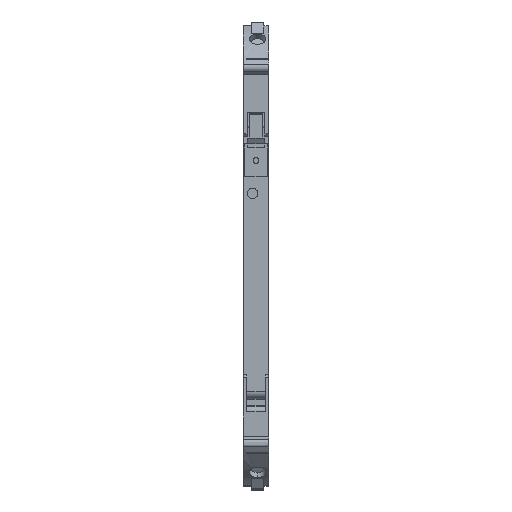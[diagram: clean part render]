
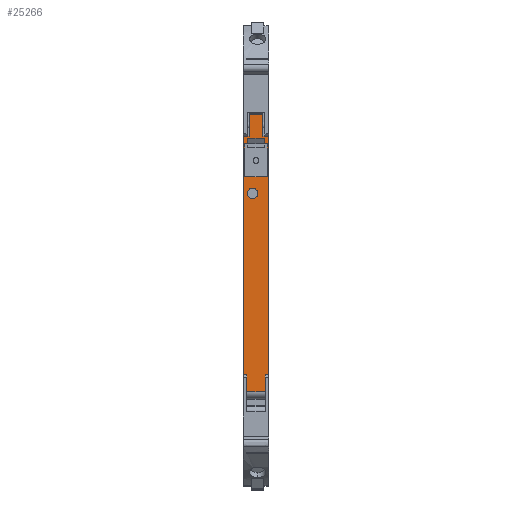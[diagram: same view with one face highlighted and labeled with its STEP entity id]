
A CAD part, top view. The second image highlights one B-rep face of the part: STEP entity #25266.
In plain terms, the highlighted planar face has unit normal (0, 0, 1).
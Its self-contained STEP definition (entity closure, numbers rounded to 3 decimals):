
#21932=AXIS2_PLACEMENT_3D('Plane Axis2P3D',#21929,#21930,#21931) ;
#25240=AXIS2_PLACEMENT_3D('Circle Axis2P3D',#25238,#25239,$) ;
#25249=AXIS2_PLACEMENT_3D('Circle Axis2P3D',#25247,#25248,$) ;
#21929=CARTESIAN_POINT('Axis2P3D Location',(0.075,85.563,112.497)) ;
#24547=CARTESIAN_POINT('Vertex',(6.09,84.963,112.497)) ;
#24552=CARTESIAN_POINT('Line Origine',(6.09,56.263,112.497)) ;
#24556=CARTESIAN_POINT('Vertex',(6.09,27.563,112.497)) ;
#24597=CARTESIAN_POINT('Vertex',(4.72,84.963,112.497)) ;
#24600=CARTESIAN_POINT('Line Origine',(5.405,84.963,112.497)) ;
#24630=CARTESIAN_POINT('Line Origine',(5.695,27.563,112.497)) ;
#24634=CARTESIAN_POINT('Vertex',(5.3,27.563,112.497)) ;
#24661=CARTESIAN_POINT('Vertex',(4.72,90.264,112.497)) ;
#24665=CARTESIAN_POINT('Control Point',(4.72,84.963,112.497)) ;
#24666=CARTESIAN_POINT('Control Point',(4.72,86.024,112.497)) ;
#24667=CARTESIAN_POINT('Control Point',(4.72,87.084,112.497)) ;
#24668=CARTESIAN_POINT('Control Point',(4.72,88.144,112.497)) ;
#24669=CARTESIAN_POINT('Control Point',(4.72,89.204,112.497)) ;
#24670=CARTESIAN_POINT('Control Point',(4.72,90.264,112.497)) ;
#24696=CARTESIAN_POINT('Vertex',(5.3,23.563,112.497)) ;
#24705=CARTESIAN_POINT('Control Point',(5.3,23.563,112.497)) ;
#24706=CARTESIAN_POINT('Control Point',(5.3,24.563,112.497)) ;
#24707=CARTESIAN_POINT('Control Point',(5.3,25.563,112.497)) ;
#24708=CARTESIAN_POINT('Control Point',(5.3,26.563,112.497)) ;
#24709=CARTESIAN_POINT('Control Point',(5.3,27.563,112.497)) ;
#24724=CARTESIAN_POINT('Line Origine',(3.05,23.563,112.497)) ;
#24728=CARTESIAN_POINT('Vertex',(0.8,23.563,112.497)) ;
#24756=CARTESIAN_POINT('Line Origine',(0.8,25.563,112.497)) ;
#24760=CARTESIAN_POINT('Vertex',(0.8,27.563,112.497)) ;
#24783=CARTESIAN_POINT('Line Origine',(0.405,27.563,112.497)) ;
#24787=CARTESIAN_POINT('Vertex',(0.01,27.563,112.497)) ;
#24822=CARTESIAN_POINT('Line Origine',(0.01,56.263,112.497)) ;
#24826=CARTESIAN_POINT('Vertex',(0.01,84.963,112.497)) ;
#24849=CARTESIAN_POINT('Line Origine',(0.695,84.963,112.497)) ;
#24853=CARTESIAN_POINT('Vertex',(1.38,84.963,112.497)) ;
#24880=CARTESIAN_POINT('Vertex',(1.38,90.264,112.497)) ;
#24888=CARTESIAN_POINT('Line Origine',(1.38,87.614,112.497)) ;
#24906=CARTESIAN_POINT('Line Origine',(3.05,90.264,112.497)) ;
#24942=CARTESIAN_POINT('Vertex',(0.294,83.17,112.497)) ;
#24945=CARTESIAN_POINT('Line Origine',(0.294,79.213,112.497)) ;
#24949=CARTESIAN_POINT('Vertex',(0.294,75.257,112.497)) ;
#24977=CARTESIAN_POINT('Line Origine',(3.05,75.257,112.497)) ;
#24981=CARTESIAN_POINT('Vertex',(5.806,75.257,112.497)) ;
#25009=CARTESIAN_POINT('Line Origine',(5.806,79.213,112.497)) ;
#25013=CARTESIAN_POINT('Vertex',(5.806,83.17,112.497)) ;
#25034=CARTESIAN_POINT('Line Origine',(5.408,83.17,112.497)) ;
#25038=CARTESIAN_POINT('Vertex',(5.011,83.17,112.497)) ;
#25070=CARTESIAN_POINT('Vertex',(5.011,84.57,112.497)) ;
#25080=CARTESIAN_POINT('Line Origine',(5.011,83.87,112.497)) ;
#25105=CARTESIAN_POINT('Line Origine',(3.05,84.57,112.497)) ;
#25109=CARTESIAN_POINT('Vertex',(1.089,84.57,112.497)) ;
#25130=CARTESIAN_POINT('Line Origine',(1.089,83.87,112.497)) ;
#25134=CARTESIAN_POINT('Vertex',(1.089,83.17,112.497)) ;
#25157=CARTESIAN_POINT('Line Origine',(0.692,83.17,112.497)) ;
#25238=CARTESIAN_POINT('Axis2P3D Location',(2.21,71.251,112.497)) ;
#25242=CARTESIAN_POINT('Vertex',(0.96,71.251,112.497)) ;
#25244=CARTESIAN_POINT('Vertex',(3.46,71.251,112.497)) ;
#25247=CARTESIAN_POINT('Axis2P3D Location',(2.21,71.251,112.497)) ;
#21930=DIRECTION('Axis2P3D Direction',(0.,0.,-1.)) ;
#21931=DIRECTION('Axis2P3D XDirection',(0.,1.,0.)) ;
#24553=DIRECTION('Vector Direction',(0.,1.,0.)) ;
#24601=DIRECTION('Vector Direction',(-1.,0.,0.)) ;
#24631=DIRECTION('Vector Direction',(-1.,0.,0.)) ;
#24725=DIRECTION('Vector Direction',(1.,0.,0.)) ;
#24757=DIRECTION('Vector Direction',(0.,1.,0.)) ;
#24784=DIRECTION('Vector Direction',(-1.,0.,0.)) ;
#24823=DIRECTION('Vector Direction',(0.,1.,0.)) ;
#24850=DIRECTION('Vector Direction',(-1.,0.,0.)) ;
#24889=DIRECTION('Vector Direction',(0.,-1.,0.)) ;
#24907=DIRECTION('Vector Direction',(-1.,0.,0.)) ;
#24946=DIRECTION('Vector Direction',(0.,-1.,0.)) ;
#24978=DIRECTION('Vector Direction',(1.,0.,0.)) ;
#25010=DIRECTION('Vector Direction',(0.,1.,0.)) ;
#25035=DIRECTION('Vector Direction',(1.,0.,0.)) ;
#25081=DIRECTION('Vector Direction',(0.,1.,0.)) ;
#25106=DIRECTION('Vector Direction',(1.,0.,0.)) ;
#25131=DIRECTION('Vector Direction',(0.,-1.,0.)) ;
#25158=DIRECTION('Vector Direction',(1.,0.,0.)) ;
#25239=DIRECTION('Axis2P3D Direction',(0.,0.,-1.)) ;
#25248=DIRECTION('Axis2P3D Direction',(0.,0.,-1.)) ;
#24554=VECTOR('Line Direction',#24553,1.) ;
#24602=VECTOR('Line Direction',#24601,1.) ;
#24632=VECTOR('Line Direction',#24631,1.) ;
#24726=VECTOR('Line Direction',#24725,1.) ;
#24758=VECTOR('Line Direction',#24757,1.) ;
#24785=VECTOR('Line Direction',#24784,1.) ;
#24824=VECTOR('Line Direction',#24823,1.) ;
#24851=VECTOR('Line Direction',#24850,1.) ;
#24890=VECTOR('Line Direction',#24889,1.) ;
#24908=VECTOR('Line Direction',#24907,1.) ;
#24947=VECTOR('Line Direction',#24946,1.) ;
#24979=VECTOR('Line Direction',#24978,1.) ;
#25011=VECTOR('Line Direction',#25010,1.) ;
#25036=VECTOR('Line Direction',#25035,1.) ;
#25082=VECTOR('Line Direction',#25081,1.) ;
#25107=VECTOR('Line Direction',#25106,1.) ;
#25132=VECTOR('Line Direction',#25131,1.) ;
#25159=VECTOR('Line Direction',#25158,1.) ;
#25225=ORIENTED_EDGE('',*,*,#24636,.F.) ;
#25226=ORIENTED_EDGE('',*,*,#24558,.T.) ;
#25227=ORIENTED_EDGE('',*,*,#24604,.F.) ;
#25228=ORIENTED_EDGE('',*,*,#24671,.T.) ;
#25229=ORIENTED_EDGE('',*,*,#24910,.F.) ;
#25230=ORIENTED_EDGE('',*,*,#24892,.T.) ;
#25231=ORIENTED_EDGE('',*,*,#24855,.T.) ;
#25232=ORIENTED_EDGE('',*,*,#24828,.F.) ;
#25233=ORIENTED_EDGE('',*,*,#24789,.F.) ;
#25234=ORIENTED_EDGE('',*,*,#24762,.F.) ;
#25235=ORIENTED_EDGE('',*,*,#24730,.F.) ;
#25236=ORIENTED_EDGE('',*,*,#24710,.T.) ;
#25253=ORIENTED_EDGE('',*,*,#25246,.F.) ;
#25254=ORIENTED_EDGE('',*,*,#25251,.F.) ;
#25257=ORIENTED_EDGE('',*,*,#25136,.T.) ;
#25258=ORIENTED_EDGE('',*,*,#25111,.F.) ;
#25259=ORIENTED_EDGE('',*,*,#25084,.T.) ;
#25260=ORIENTED_EDGE('',*,*,#25040,.T.) ;
#25261=ORIENTED_EDGE('',*,*,#25015,.T.) ;
#25262=ORIENTED_EDGE('',*,*,#24983,.F.) ;
#25263=ORIENTED_EDGE('',*,*,#24951,.T.) ;
#25264=ORIENTED_EDGE('',*,*,#25161,.T.) ;
#25255=FACE_BOUND('',#25252,.T.) ;
#25265=FACE_BOUND('',#25256,.T.) ;
#25266=ADVANCED_FACE('AUFDRUCK_ORANGE',(#25237,#25255,#25265),#21933,.F.) ;
#24664=B_SPLINE_CURVE_WITH_KNOTS('',5,(#24665,#24666,#24667,#24668,#24669,#24670),.UNSPECIFIED.,.F.,.U.,(6,6),(0.,5.301),.UNSPECIFIED.) ;
#24704=B_SPLINE_CURVE_WITH_KNOTS('',4,(#24705,#24706,#24707,#24708,#24709),.UNSPECIFIED.,.F.,.U.,(5,5),(0.,4.),.UNSPECIFIED.) ;
#25241=CIRCLE('generated circle',#25240,1.25) ;
#25250=CIRCLE('generated circle',#25249,1.25) ;
#24558=EDGE_CURVE('',#24557,#24548,#24555,.T.) ;
#24604=EDGE_CURVE('',#24598,#24548,#24603,.F.) ;
#24636=EDGE_CURVE('',#24557,#24635,#24633,.T.) ;
#24671=EDGE_CURVE('',#24598,#24662,#24664,.T.) ;
#24710=EDGE_CURVE('',#24697,#24635,#24704,.T.) ;
#24730=EDGE_CURVE('',#24697,#24729,#24727,.F.) ;
#24762=EDGE_CURVE('',#24729,#24761,#24759,.T.) ;
#24789=EDGE_CURVE('',#24761,#24788,#24786,.T.) ;
#24828=EDGE_CURVE('',#24788,#24827,#24825,.T.) ;
#24855=EDGE_CURVE('',#24854,#24827,#24852,.T.) ;
#24892=EDGE_CURVE('',#24881,#24854,#24891,.T.) ;
#24910=EDGE_CURVE('',#24881,#24662,#24909,.F.) ;
#24951=EDGE_CURVE('',#24950,#24943,#24948,.F.) ;
#24983=EDGE_CURVE('',#24950,#24982,#24980,.T.) ;
#25015=EDGE_CURVE('',#25014,#24982,#25012,.F.) ;
#25040=EDGE_CURVE('',#25039,#25014,#25037,.T.) ;
#25084=EDGE_CURVE('',#25071,#25039,#25083,.F.) ;
#25111=EDGE_CURVE('',#25071,#25110,#25108,.F.) ;
#25136=EDGE_CURVE('',#25135,#25110,#25133,.F.) ;
#25161=EDGE_CURVE('',#24943,#25135,#25160,.T.) ;
#25246=EDGE_CURVE('',#25243,#25245,#25241,.F.) ;
#25251=EDGE_CURVE('',#25245,#25243,#25250,.F.) ;
#25224=EDGE_LOOP('',(#25225,#25226,#25227,#25228,#25229,#25230,#25231,#25232,#25233,#25234,#25235,#25236)) ;
#25252=EDGE_LOOP('',(#25253,#25254)) ;
#25256=EDGE_LOOP('',(#25257,#25258,#25259,#25260,#25261,#25262,#25263,#25264)) ;
#25237=FACE_OUTER_BOUND('',#25224,.T.) ;
#24555=LINE('Line',#24552,#24554) ;
#24603=LINE('Line',#24600,#24602) ;
#24633=LINE('Line',#24630,#24632) ;
#24727=LINE('Line',#24724,#24726) ;
#24759=LINE('Line',#24756,#24758) ;
#24786=LINE('Line',#24783,#24785) ;
#24825=LINE('Line',#24822,#24824) ;
#24852=LINE('Line',#24849,#24851) ;
#24891=LINE('Line',#24888,#24890) ;
#24909=LINE('Line',#24906,#24908) ;
#24948=LINE('Line',#24945,#24947) ;
#24980=LINE('Line',#24977,#24979) ;
#25012=LINE('Line',#25009,#25011) ;
#25037=LINE('Line',#25034,#25036) ;
#25083=LINE('Line',#25080,#25082) ;
#25108=LINE('Line',#25105,#25107) ;
#25133=LINE('Line',#25130,#25132) ;
#25160=LINE('Line',#25157,#25159) ;
#21933=PLANE('',#21932) ;
#24548=VERTEX_POINT('',#24547) ;
#24557=VERTEX_POINT('',#24556) ;
#24598=VERTEX_POINT('',#24597) ;
#24635=VERTEX_POINT('',#24634) ;
#24662=VERTEX_POINT('',#24661) ;
#24697=VERTEX_POINT('',#24696) ;
#24729=VERTEX_POINT('',#24728) ;
#24761=VERTEX_POINT('',#24760) ;
#24788=VERTEX_POINT('',#24787) ;
#24827=VERTEX_POINT('',#24826) ;
#24854=VERTEX_POINT('',#24853) ;
#24881=VERTEX_POINT('',#24880) ;
#24943=VERTEX_POINT('',#24942) ;
#24950=VERTEX_POINT('',#24949) ;
#24982=VERTEX_POINT('',#24981) ;
#25014=VERTEX_POINT('',#25013) ;
#25039=VERTEX_POINT('',#25038) ;
#25071=VERTEX_POINT('',#25070) ;
#25110=VERTEX_POINT('',#25109) ;
#25135=VERTEX_POINT('',#25134) ;
#25243=VERTEX_POINT('',#25242) ;
#25245=VERTEX_POINT('',#25244) ;
